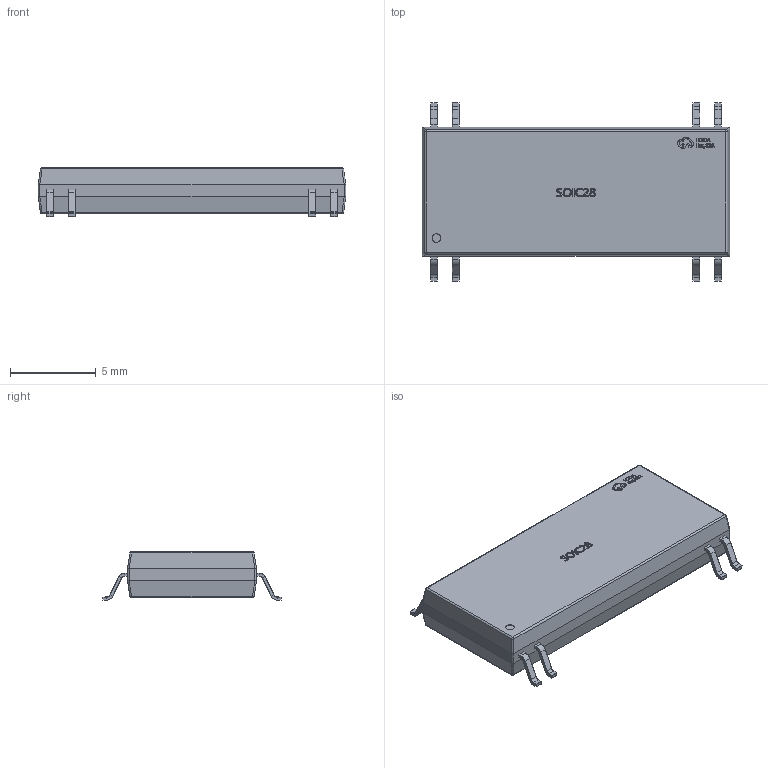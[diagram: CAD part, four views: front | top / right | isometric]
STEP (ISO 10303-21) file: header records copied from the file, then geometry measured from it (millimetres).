
FILE_DESCRIPTION (( 'STEP AP214' ), '1' );
FILE_NAME ('SOIC-28_L17.9-W7.5-H2.7-LS10.3-P1.27.step', '2022-07-26T09:13:14', ( '' ), ( '' ), 'SwSTEP 2.0', 'SolidWorks 2020', '' );
FILE_SCHEMA (( 'AUTOMOTIVE_DESIGN' ));
Length unit declared in the file: millimetre
Products named in the file (1): SOIC-28_L17.9-W7.5-H2.7-LS10.3-P1.27
Bounding box: 17.9 x 10.41 x 2.85 mm (x, y, z)
Volume: 356.2 mm3; surface area: 410.4 mm2
Topology: 22 solids, 22 shells, 825 faces, 1932 edges, 1152 vertices
Faces by surface type: plane 359, cylinder 190, bspline 164, torus 64, sphere 48
Entity records: 36400 total; most frequent: CARTESIAN_POINT 9434, ORIENTED_EDGE 3800, DIRECTION 3304, EDGE_CURVE 1900, VERTEX_POINT 1136, LINE 1108, VECTOR 1108, AXIS2_PLACEMENT_3D 1098
